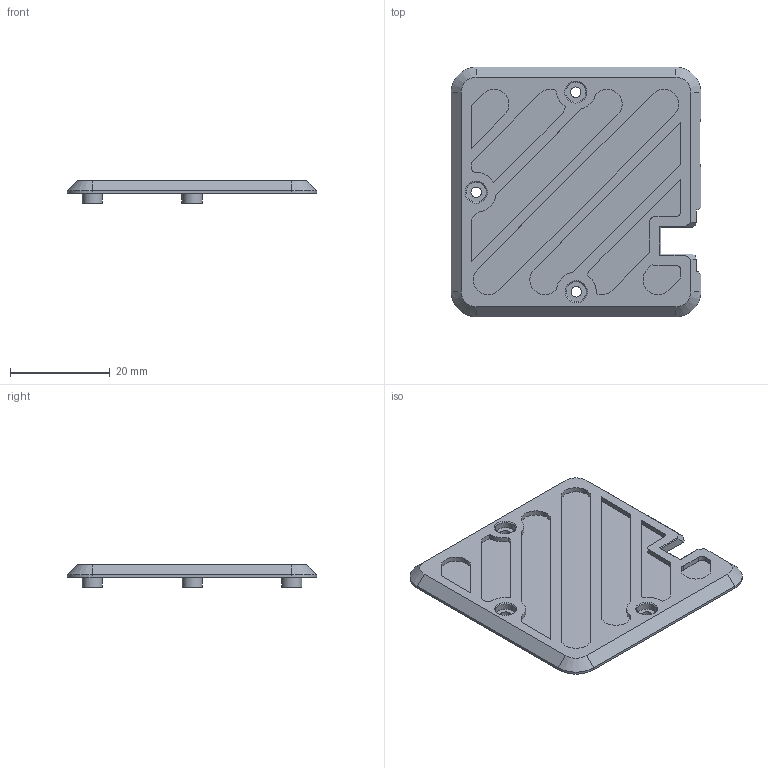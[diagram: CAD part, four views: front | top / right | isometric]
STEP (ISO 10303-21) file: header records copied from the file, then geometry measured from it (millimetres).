
FILE_DESCRIPTION(/* description */ (''),/* implementation_level */ '2;1');
FILE_NAME(/* name */ '',/* time_stamp */ '2023-01-12T16:39:20+08:00',/* author */ (''),/* organization */ (''),/* preprocessor_version */ 'ST-DEVELOPER v19.2',/* originating_system */ 'Autodesk Translation Framework v11.17.0.187',/* authorisation */ '');
FILE_SCHEMA (('AUTOMOTIVE_DESIGN { 1 0 10303 214 3 1 1 }'));
Length unit declared in the file: millimetre
Products named in the file (1): 盖子
Bounding box: 50 x 50 x 4.5 mm (x, y, z)
Volume: 4498.3 mm3; surface area: 5790.4 mm2
Topology: 1 solids, 1 shells, 124 faces, 306 edges, 197 vertices
Faces by surface type: plane 75, cylinder 38, cone 9, bspline 2
Full cylindrical faces by diameter (mm): 2.1 x3, 4 x6
Entity records: 3739 total; most frequent: CARTESIAN_POINT 688, DIRECTION 631, ORIENTED_EDGE 612, EDGE_CURVE 306, LINE 215, VECTOR 215, AXIS2_PLACEMENT_3D 208, VERTEX_POINT 197
